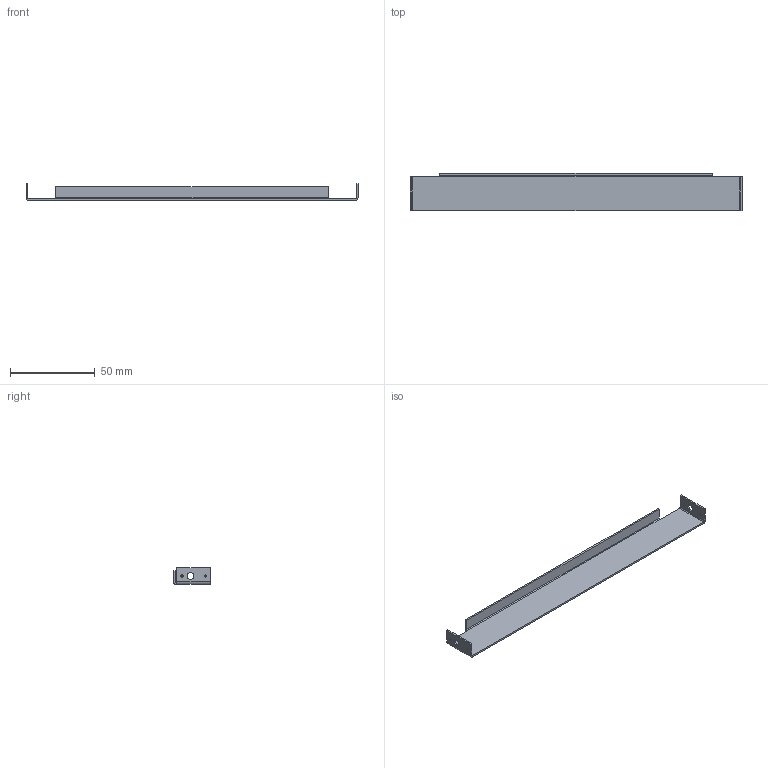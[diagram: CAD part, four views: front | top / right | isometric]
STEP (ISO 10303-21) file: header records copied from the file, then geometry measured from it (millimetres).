
FILE_DESCRIPTION (( 'STEP AP203' ), '1' );
FILE_NAME ('Rear_Chamber.STEP', '2023-04-26T11:03:08', ( '' ), ( '' ), 'SwSTEP 2.0', 'SolidWorks 2018', '' );
FILE_SCHEMA (( 'CONFIG_CONTROL_DESIGN' ));
Length unit declared in the file: millimetre
Products named in the file (1): Rear_Chamber
Bounding box: 196 x 21.85 x 10 mm (x, y, z)
Volume: 5588.1 mm3; surface area: 11700.9 mm2
Topology: 1 solids, 1 shells, 46 faces, 108 edges, 64 vertices
Faces by surface type: plane 28, cylinder 18
Entity records: 1397 total; most frequent: DIRECTION 238, CARTESIAN_POINT 219, ORIENTED_EDGE 216, EDGE_CURVE 108, AXIS2_PLACEMENT_3D 83, LINE 72, VECTOR 72, VERTEX_POINT 64
